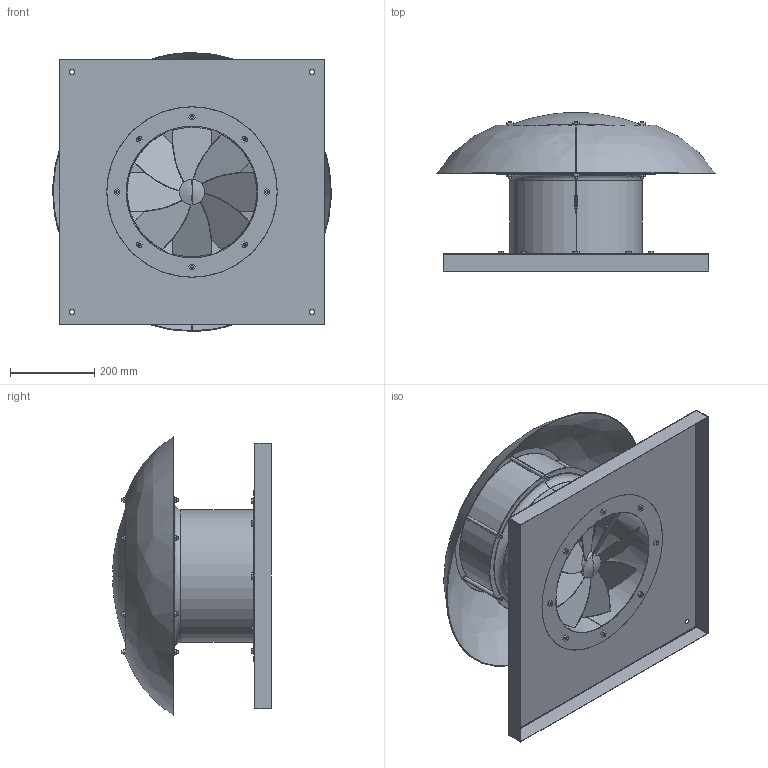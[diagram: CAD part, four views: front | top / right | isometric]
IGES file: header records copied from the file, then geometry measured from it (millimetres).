
Start section: SolidWorks IGES file using analytic representation for surfaces
Global section: file name: EZD 30-6.igs; native system: SolidWorks 2008; preprocessor: SolidWorks 2008; author: WS-KO; date: 090704.162355; units: millimetre
Bounding box: 662.53 x 377.4 x 662.53 mm (x, y, z)
Surface area: 2681640.8 mm2 (no closed solid volume)
Topology: 0 solids, 0 shells, 616 faces, 9130 edges, 9123 vertices
Faces by surface type: bspline 445, revolution 171
